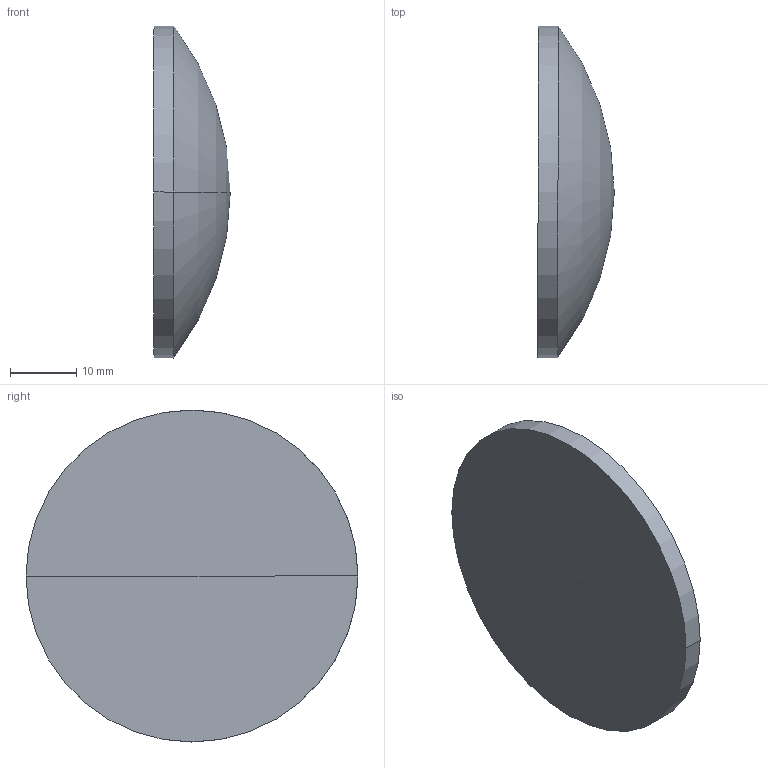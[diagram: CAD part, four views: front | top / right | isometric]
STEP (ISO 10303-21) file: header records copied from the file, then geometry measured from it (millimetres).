
FILE_DESCRIPTION (( 'STEP AP214' ), '1' );
FILE_NAME ('100153.STEP', '2019-05-16T02:03:54', ( '' ), ( '' ), 'SwSTEP 2.0', 'SolidWorks 2016', '' );
FILE_SCHEMA (( 'AUTOMOTIVE_DESIGN' ));
Length unit declared in the file: millimetre
Products named in the file (1): 100153
Bounding box: 11.53 x 50.01 x 50.01 mm (x, y, z)
Volume: 14492.9 mm3; surface area: 4624.3 mm2
Topology: 1 solids, 1 shells, 6 faces, 14 edges, 6 vertices
Faces by surface type: cone 4, torus 2
Entity records: 178 total; most frequent: DIRECTION 30, CARTESIAN_POINT 23, ORIENTED_EDGE 20, AXIS2_PLACEMENT_3D 13, EDGE_CURVE 10, EDGE_LOOP 6, FACE_OUTER_BOUND 6, CIRCLE 6
